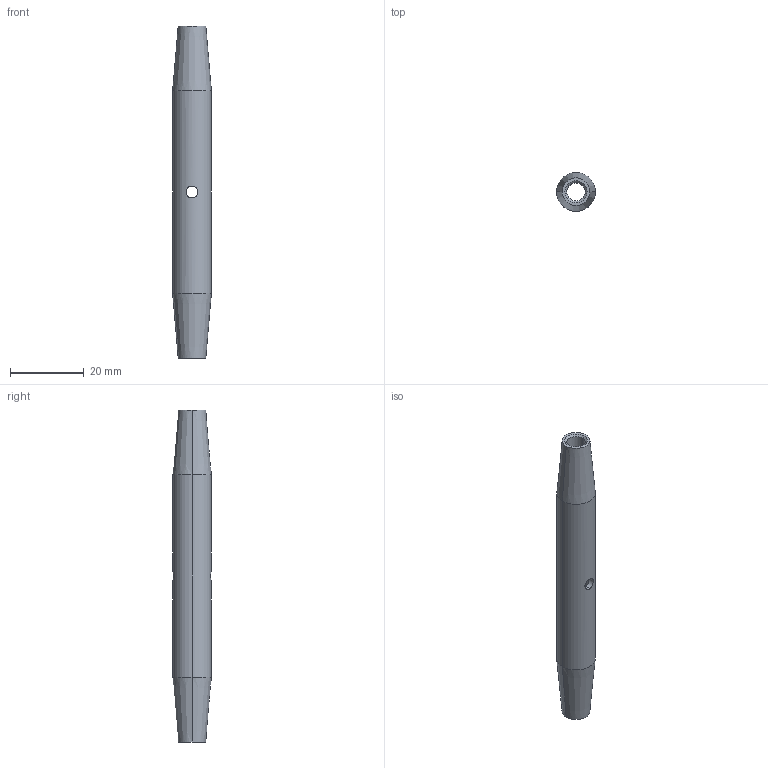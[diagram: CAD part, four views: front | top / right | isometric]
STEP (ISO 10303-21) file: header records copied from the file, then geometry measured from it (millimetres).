
FILE_DESCRIPTION (( 'STEP AP203' ), '1' );
FILE_NAME ('100041006.step', '2019-05-27T13:24:44', ( '' ), ( '' ), 'SwSTEP 2.0', 'SolidWorks 2015', '' );
FILE_SCHEMA (( 'CONFIG_CONTROL_DESIGN' ));
Length unit declared in the file: millimetre
Products named in the file (1): 100041006
Bounding box: 10.5 x 10.5 x 90 mm (x, y, z)
Volume: 3920.6 mm3; surface area: 4704.8 mm2
Topology: 1 solids, 1 shells, 243 faces, 649 edges, 418 vertices
Faces by surface type: bspline 102, plane 84, cylinder 45, cone 12
Entity records: 12492 total; most frequent: CARTESIAN_POINT 7075, ORIENTED_EDGE 1298, DIRECTION 789, EDGE_CURVE 649, VERTEX_POINT 418, LINE 301, VECTOR 301, EDGE_LOOP 259
